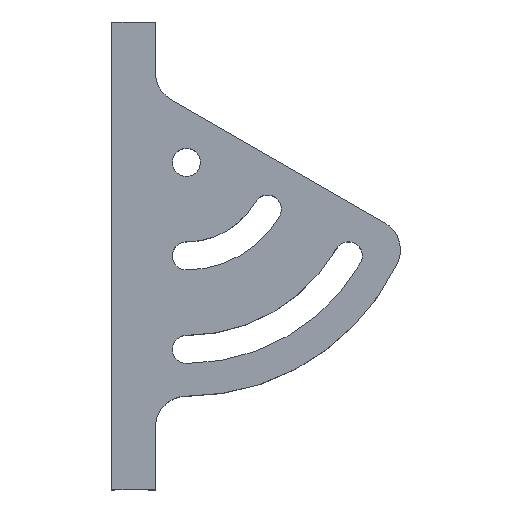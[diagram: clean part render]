
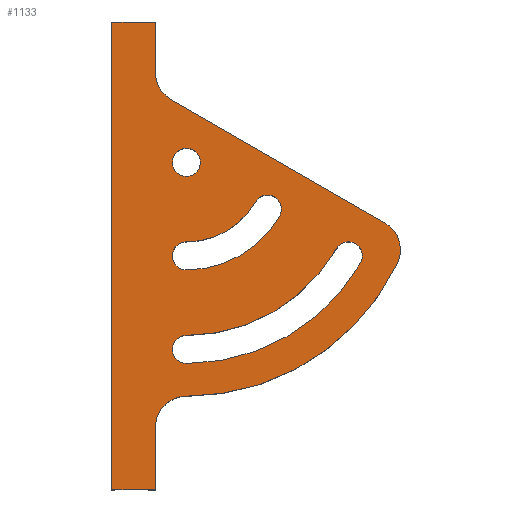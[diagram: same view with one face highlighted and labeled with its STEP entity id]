
A CAD part, top view. The second image highlights one B-rep face of the part: STEP entity #1133.
In plain terms, the highlighted planar face has unit normal (0, 0, 1).
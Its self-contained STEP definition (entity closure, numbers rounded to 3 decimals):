
#44=FACE_BOUND('',#181,.T.);
#45=FACE_BOUND('',#182,.T.);
#46=FACE_BOUND('',#183,.T.);
#60=CIRCLE('',#1213,10.);
#61=CIRCLE('',#1214,75.);
#62=CIRCLE('',#1215,10.);
#63=CIRCLE('',#1216,10.);
#64=CIRCLE('',#1217,4.5);
#65=CIRCLE('',#1218,55.5);
#66=CIRCLE('',#1219,4.5);
#67=CIRCLE('',#1220,64.5);
#68=CIRCLE('',#1221,4.5);
#69=CIRCLE('',#1222,25.5);
#70=CIRCLE('',#1223,4.5);
#71=CIRCLE('',#1224,34.5);
#72=CIRCLE('',#1225,4.5);
#124=FACE_OUTER_BOUND('',#180,.T.);
#180=EDGE_LOOP('',(#738,#739,#740,#741,#742,#743,#744,#745,#746,#747,#748,
#749));
#181=EDGE_LOOP('',(#750,#751,#752,#753));
#182=EDGE_LOOP('',(#754,#755,#756,#757));
#183=EDGE_LOOP('',(#758));
#251=LINE('',#1669,#353);
#260=LINE('',#1691,#362);
#264=LINE('',#1699,#366);
#265=LINE('',#1707,#367);
#266=LINE('',#1710,#368);
#267=LINE('',#1712,#369);
#268=LINE('',#1714,#370);
#269=LINE('',#1715,#371);
#353=VECTOR('',#1331,10.);
#362=VECTOR('',#1346,10.);
#366=VECTOR('',#1352,10.);
#367=VECTOR('',#1359,10.);
#368=VECTOR('',#1362,10.);
#369=VECTOR('',#1363,10.);
#370=VECTOR('',#1364,10.);
#371=VECTOR('',#1365,10.);
#452=VERTEX_POINT('',#1662);
#455=VERTEX_POINT('',#1667);
#464=VERTEX_POINT('',#1689);
#465=VERTEX_POINT('',#1690);
#468=VERTEX_POINT('',#1698);
#469=VERTEX_POINT('',#1700);
#470=VERTEX_POINT('',#1702);
#471=VERTEX_POINT('',#1704);
#472=VERTEX_POINT('',#1706);
#473=VERTEX_POINT('',#1709);
#474=VERTEX_POINT('',#1711);
#475=VERTEX_POINT('',#1713);
#476=VERTEX_POINT('',#1716);
#477=VERTEX_POINT('',#1717);
#478=VERTEX_POINT('',#1719);
#479=VERTEX_POINT('',#1721);
#480=VERTEX_POINT('',#1724);
#481=VERTEX_POINT('',#1725);
#482=VERTEX_POINT('',#1727);
#483=VERTEX_POINT('',#1729);
#484=VERTEX_POINT('',#1732);
#563=EDGE_CURVE('',#452,#455,#251,.T.);
#572=EDGE_CURVE('',#464,#465,#260,.T.);
#576=EDGE_CURVE('',#452,#468,#264,.T.);
#577=EDGE_CURVE('',#455,#469,#60,.T.);
#578=EDGE_CURVE('',#469,#470,#61,.T.);
#579=EDGE_CURVE('',#470,#471,#62,.T.);
#580=EDGE_CURVE('',#471,#472,#265,.T.);
#581=EDGE_CURVE('',#472,#464,#63,.T.);
#582=EDGE_CURVE('',#473,#465,#266,.T.);
#583=EDGE_CURVE('',#474,#473,#267,.T.);
#584=EDGE_CURVE('',#475,#474,#268,.T.);
#585=EDGE_CURVE('',#468,#475,#269,.T.);
#586=EDGE_CURVE('',#476,#477,#64,.T.);
#587=EDGE_CURVE('',#477,#478,#65,.T.);
#588=EDGE_CURVE('',#478,#479,#66,.T.);
#589=EDGE_CURVE('',#479,#476,#67,.T.);
#590=EDGE_CURVE('',#480,#481,#68,.T.);
#591=EDGE_CURVE('',#481,#482,#69,.T.);
#592=EDGE_CURVE('',#482,#483,#70,.T.);
#593=EDGE_CURVE('',#483,#480,#71,.T.);
#594=EDGE_CURVE('',#484,#484,#72,.T.);
#738=ORIENTED_EDGE('',*,*,#576,.F.);
#739=ORIENTED_EDGE('',*,*,#563,.T.);
#740=ORIENTED_EDGE('',*,*,#577,.T.);
#741=ORIENTED_EDGE('',*,*,#578,.T.);
#742=ORIENTED_EDGE('',*,*,#579,.T.);
#743=ORIENTED_EDGE('',*,*,#580,.T.);
#744=ORIENTED_EDGE('',*,*,#581,.T.);
#745=ORIENTED_EDGE('',*,*,#572,.T.);
#746=ORIENTED_EDGE('',*,*,#582,.F.);
#747=ORIENTED_EDGE('',*,*,#583,.F.);
#748=ORIENTED_EDGE('',*,*,#584,.F.);
#749=ORIENTED_EDGE('',*,*,#585,.F.);
#750=ORIENTED_EDGE('',*,*,#586,.T.);
#751=ORIENTED_EDGE('',*,*,#587,.T.);
#752=ORIENTED_EDGE('',*,*,#588,.T.);
#753=ORIENTED_EDGE('',*,*,#589,.T.);
#754=ORIENTED_EDGE('',*,*,#590,.T.);
#755=ORIENTED_EDGE('',*,*,#591,.T.);
#756=ORIENTED_EDGE('',*,*,#592,.T.);
#757=ORIENTED_EDGE('',*,*,#593,.T.);
#758=ORIENTED_EDGE('',*,*,#594,.T.);
#1050=PLANE('',#1212);
#1133=ADVANCED_FACE('',(#124,#44,#45,#46),#1050,.F.);
#1212=AXIS2_PLACEMENT_3D('',#1697,#1350,#1351);
#1213=AXIS2_PLACEMENT_3D('',#1701,#1353,#1354);
#1214=AXIS2_PLACEMENT_3D('',#1703,#1355,#1356);
#1215=AXIS2_PLACEMENT_3D('',#1705,#1357,#1358);
#1216=AXIS2_PLACEMENT_3D('',#1708,#1360,#1361);
#1217=AXIS2_PLACEMENT_3D('',#1718,#1366,#1367);
#1218=AXIS2_PLACEMENT_3D('',#1720,#1368,#1369);
#1219=AXIS2_PLACEMENT_3D('',#1722,#1370,#1371);
#1220=AXIS2_PLACEMENT_3D('',#1723,#1372,#1373);
#1221=AXIS2_PLACEMENT_3D('',#1726,#1374,#1375);
#1222=AXIS2_PLACEMENT_3D('',#1728,#1376,#1377);
#1223=AXIS2_PLACEMENT_3D('',#1730,#1378,#1379);
#1224=AXIS2_PLACEMENT_3D('',#1731,#1380,#1381);
#1225=AXIS2_PLACEMENT_3D('',#1733,#1382,#1383);
#1331=DIRECTION('',(0.,1.,0.));
#1346=DIRECTION('',(0.,1.,0.));
#1350=DIRECTION('center_axis',(0.,0.,
-1.));
#1351=DIRECTION('ref_axis',(0.,1.,0.));
#1352=DIRECTION('',(-1.,0.,0.));
#1353=DIRECTION('center_axis',(0.,0.,
-1.));
#1354=DIRECTION('ref_axis',(0.,-1.,0.));
#1355=DIRECTION('center_axis',(0.,0.,
1.));
#1356=DIRECTION('ref_axis',(0.,-1.,0.));
#1357=DIRECTION('center_axis',(0.,0.,
1.));
#1358=DIRECTION('ref_axis',(0.902,-0.432,0.));
#1359=DIRECTION('',(-0.866,0.5,0.));
#1360=DIRECTION('center_axis',(0.,0.,
-1.));
#1361=DIRECTION('ref_axis',(1.,0.,0.));
#1362=DIRECTION('',(1.,0.,0.));
#1363=DIRECTION('',(1.,0.,0.));
#1364=DIRECTION('',(0.,1.,0.));
#1365=DIRECTION('',(-1.,0.,0.));
#1366=DIRECTION('center_axis',(0.,0.,
-1.));
#1367=DIRECTION('ref_axis',(0.,-1.,0.));
#1368=DIRECTION('center_axis',(0.,0.,
1.));
#1369=DIRECTION('ref_axis',(-0.866,0.5,0.));
#1370=DIRECTION('center_axis',(0.,0.,
-1.));
#1371=DIRECTION('ref_axis',(-0.866,0.5,0.));
#1372=DIRECTION('center_axis',(0.,0.,
-1.));
#1373=DIRECTION('ref_axis',(0.866,-0.5,0.));
#1374=DIRECTION('center_axis',(0.,0.,
-1.));
#1375=DIRECTION('ref_axis',(0.,-1.,0.));
#1376=DIRECTION('center_axis',(0.,0.,
1.));
#1377=DIRECTION('ref_axis',(-0.866,0.5,0.));
#1378=DIRECTION('center_axis',(0.,0.,
-1.));
#1379=DIRECTION('ref_axis',(-0.866,0.5,0.));
#1380=DIRECTION('center_axis',(0.,0.,
-1.));
#1381=DIRECTION('ref_axis',(0.866,-0.5,0.));
#1382=DIRECTION('center_axis',(0.,0.,
-1.));
#1383=DIRECTION('ref_axis',(1.,0.,0.));
#1662=CARTESIAN_POINT('',(14.,0.,2.));
#1667=CARTESIAN_POINT('',(14.,20.,2.));
#1669=CARTESIAN_POINT('',(14.,40.,2.));
#1689=CARTESIAN_POINT('',(14.,133.868,2.));
#1690=CARTESIAN_POINT('',(14.,150.,2.));
#1691=CARTESIAN_POINT('',(14.,104.434,2.));
#1697=CARTESIAN_POINT('Origin',(-15.524,75.,2.));
#1698=CARTESIAN_POINT('',(4.,0.,2.));
#1699=CARTESIAN_POINT('',(-0.524,0.,2.));
#1700=CARTESIAN_POINT('',(24.,30.,2.));
#1701=CARTESIAN_POINT('Origin',(24.,20.,2.));
#1702=CARTESIAN_POINT('',(91.644,72.607,2.));
#1703=CARTESIAN_POINT('Origin',(24.,105.,2.));
#1704=CARTESIAN_POINT('',(87.625,85.587,2.));
#1705=CARTESIAN_POINT('Origin',(82.625,76.926,2.));
#1706=CARTESIAN_POINT('',(19.,125.207,2.));
#1707=CARTESIAN_POINT('',(51.236,106.596,2.));
#1708=CARTESIAN_POINT('Origin',(24.,133.868,2.));
#1709=CARTESIAN_POINT('',(4.,150.,2.));
#1710=CARTESIAN_POINT('',(-5.762,150.,2.));
#1711=CARTESIAN_POINT('',(0.,150.,2.));
#1712=CARTESIAN_POINT('',(-5.762,150.,2.));
#1713=CARTESIAN_POINT('',(0.,0.,2.));
#1714=CARTESIAN_POINT('',(0.,75.,2.));
#1715=CARTESIAN_POINT('',(-5.762,0.,2.));
#1716=CARTESIAN_POINT('',(24.,40.5,2.));
#1717=CARTESIAN_POINT('',(24.,49.5,2.));
#1718=CARTESIAN_POINT('Origin',(24.,45.,2.));
#1719=CARTESIAN_POINT('',(72.064,77.25,2.));
#1720=CARTESIAN_POINT('Origin',(24.,105.,2.));
#1721=CARTESIAN_POINT('',(79.859,72.75,2.));
#1722=CARTESIAN_POINT('Origin',(75.962,75.,2.));
#1723=CARTESIAN_POINT('Origin',(24.,105.,2.));
#1724=CARTESIAN_POINT('',(24.,70.5,2.));
#1725=CARTESIAN_POINT('',(24.,79.5,2.));
#1726=CARTESIAN_POINT('Origin',(24.,75.,2.));
#1727=CARTESIAN_POINT('',(46.084,92.25,2.));
#1728=CARTESIAN_POINT('Origin',(24.,105.,2.));
#1729=CARTESIAN_POINT('',(53.878,87.75,2.));
#1730=CARTESIAN_POINT('Origin',(49.981,90.,2.));
#1731=CARTESIAN_POINT('Origin',(24.,105.,2.));
#1732=CARTESIAN_POINT('',(19.5,105.,2.));
#1733=CARTESIAN_POINT('Origin',(24.,105.,2.));
